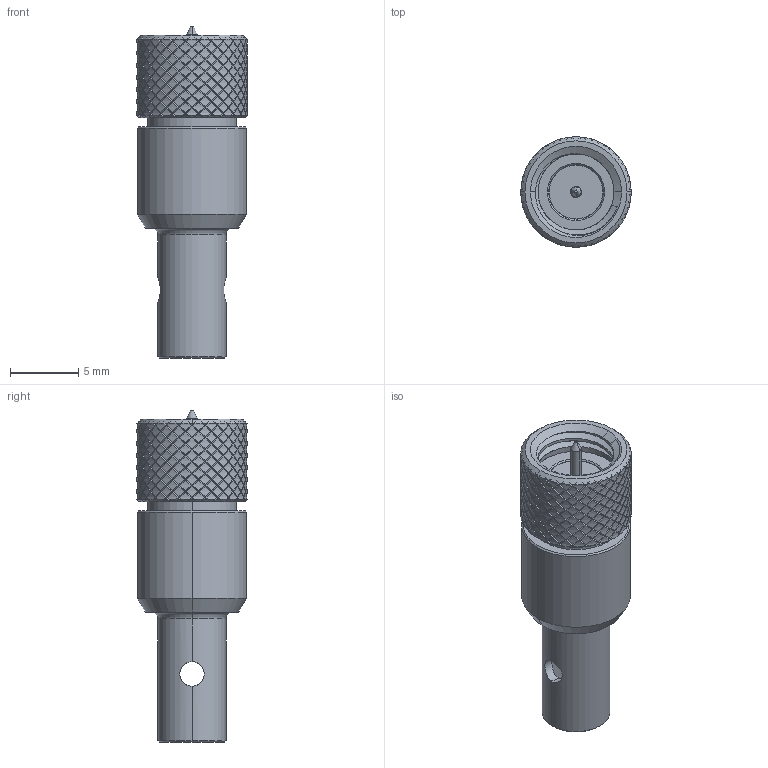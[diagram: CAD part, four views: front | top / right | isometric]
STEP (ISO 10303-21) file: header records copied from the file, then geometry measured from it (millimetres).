
FILE_DESCRIPTION (( 'STEP AP214' ), '1' );
FILE_NAME ('54-93-014-D3-HB.STEP', '2026-02-09T12:52:39', ( '' ), ( '' ), 'SwSTEP 2.0', 'SolidWorks 2025', '' );
FILE_SCHEMA (( 'AUTOMOTIVE_DESIGN' ));
Products named in the file (1): 54-93-014-D3-HB
Bounding box: 8.1 x 8.1 x 24.4 mm (x, y, z)
Surface area: 957.1 mm2 (no closed solid volume)
Topology: 0 solids, 7 shells, 1912 faces, 4003 edges, 2095 vertices
Faces by surface type: bspline 1459, cylinder 421, cone 22, plane 8, torus 2
Entity records: 159208 total; most frequent: CARTESIAN_POINT 135734, ORIENTED_EDGE 7970, EDGE_CURVE 4003, VERTEX_POINT 2095, EDGE_LOOP 1919, FACE_OUTER_BOUND 1912, ADVANCED_FACE 1912, DIRECTION 1314
